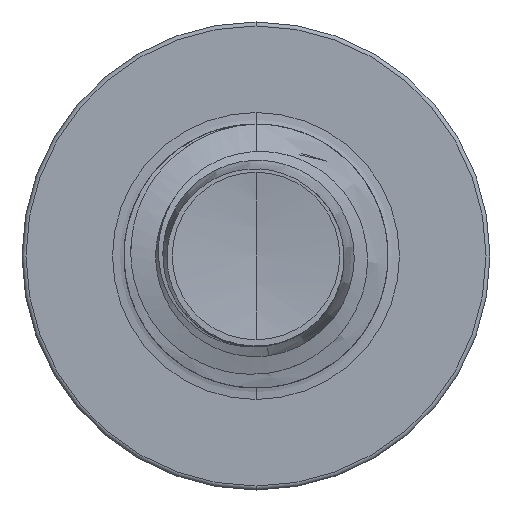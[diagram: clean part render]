
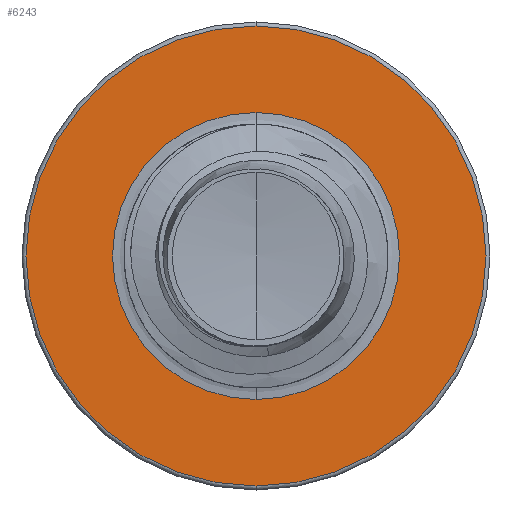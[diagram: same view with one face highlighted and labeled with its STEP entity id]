
A CAD part, front view. The second image highlights one B-rep face of the part: STEP entity #6243.
In plain terms, the highlighted planar face has unit normal (0, -1, 0).
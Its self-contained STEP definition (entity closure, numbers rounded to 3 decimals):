
#1188 = CARTESIAN_POINT ( 'NONE',  ( 0., 9., 0. ) ) ;
#2076 = EDGE_CURVE ( 'NONE', #5853, #31841, #9691, .T. ) ;
#2314 = ORIENTED_EDGE ( 'NONE', *, *, #8807, .T. ) ;
#2476 = DIRECTION ( 'NONE',  ( 0., 0., 1. ) ) ;
#2507 = DIRECTION ( 'NONE',  ( 0., 1., 0. ) ) ;
#3052 = CARTESIAN_POINT ( 'NONE',  ( 0., 9., -1.196 ) ) ;
#3322 = FACE_OUTER_BOUND ( 'NONE', #21572, .T. ) ;
#3988 = CARTESIAN_POINT ( 'NONE',  ( 0., 9., -1.196 ) ) ;
#4214 = VERTEX_POINT ( 'NONE', #3988 ) ;
#4346 = DIRECTION ( 'NONE',  ( 0., 0., 1. ) ) ;
#5461 = ORIENTED_EDGE ( 'NONE', *, *, #10622, .T. ) ;
#5853 = VERTEX_POINT ( 'NONE', #10550 ) ;
#6243 = ADVANCED_FACE ( 'NONE', ( #3322, #10055 ), #8454, .F. ) ;
#7309 = DIRECTION ( 'NONE',  ( 0., 1., 0. ) ) ;
#8454 = PLANE ( 'NONE',  #21757 ) ;
#8559 = AXIS2_PLACEMENT_3D ( 'NONE', #32550, #32943, #33028 ) ;
#8698 = EDGE_LOOP ( 'NONE', ( #2314, #5461 ) ) ;
#8807 = EDGE_CURVE ( 'NONE', #24601, #4214, #13140, .T. ) ;
#8854 = EDGE_CURVE ( 'NONE', #31841, #5853, #27151, .T. ) ;
#9691 = CIRCLE ( 'NONE', #8559, 1.917 ) ;
#10055 = FACE_BOUND ( 'NONE', #8698, .T. ) ;
#10550 = CARTESIAN_POINT ( 'NONE',  ( 0., 9., 1.917 ) ) ;
#10622 = EDGE_CURVE ( 'NONE', #4214, #24601, #21713, .T. ) ;
#12710 = CARTESIAN_POINT ( 'NONE',  ( 0., 9., 0. ) ) ;
#13140 = CIRCLE ( 'NONE', #30354, 1.196 ) ;
#15518 = DIRECTION ( 'NONE',  ( 0., 0., 1. ) ) ;
#21038 = DIRECTION ( 'NONE',  ( 0., 1., 0. ) ) ;
#21572 = EDGE_LOOP ( 'NONE', ( #29497, #22425 ) ) ;
#21713 = CIRCLE ( 'NONE', #25991, 1.196 ) ;
#21757 = AXIS2_PLACEMENT_3D ( 'NONE', #3052, #2507, #2476 ) ;
#22425 = ORIENTED_EDGE ( 'NONE', *, *, #8854, .F. ) ;
#23728 = CARTESIAN_POINT ( 'NONE',  ( 0., 9., 0. ) ) ;
#24601 = VERTEX_POINT ( 'NONE', #32626 ) ;
#25991 = AXIS2_PLACEMENT_3D ( 'NONE', #23728, #7309, #26171 ) ;
#26171 = DIRECTION ( 'NONE',  ( 0., 0., 1. ) ) ;
#27151 = CIRCLE ( 'NONE', #28783, 1.917 ) ;
#28783 = AXIS2_PLACEMENT_3D ( 'NONE', #1188, #21038, #4346 ) ;
#29497 = ORIENTED_EDGE ( 'NONE', *, *, #2076, .F. ) ;
#30354 = AXIS2_PLACEMENT_3D ( 'NONE', #12710, #30735, #15518 ) ;
#30735 = DIRECTION ( 'NONE',  ( 0., 1., 0. ) ) ;
#31740 = CARTESIAN_POINT ( 'NONE',  ( 0., 9., -1.917 ) ) ;
#31841 = VERTEX_POINT ( 'NONE', #31740 ) ;
#32550 = CARTESIAN_POINT ( 'NONE',  ( 0., 9., 0. ) ) ;
#32626 = CARTESIAN_POINT ( 'NONE',  ( 0., 9., 1.196 ) ) ;
#32943 = DIRECTION ( 'NONE',  ( 0., 1., 0. ) ) ;
#33028 = DIRECTION ( 'NONE',  ( 0., 0., 1. ) ) ;
